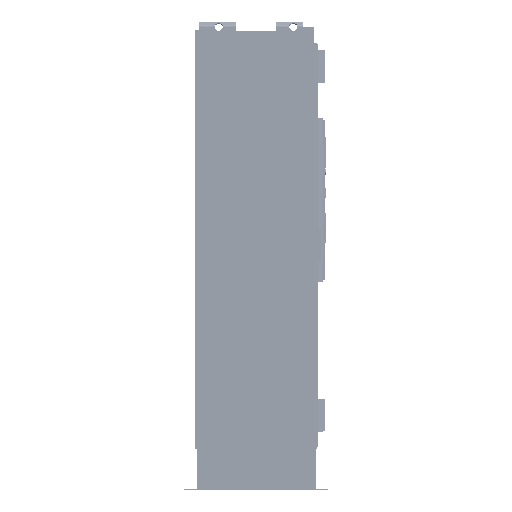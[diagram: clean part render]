
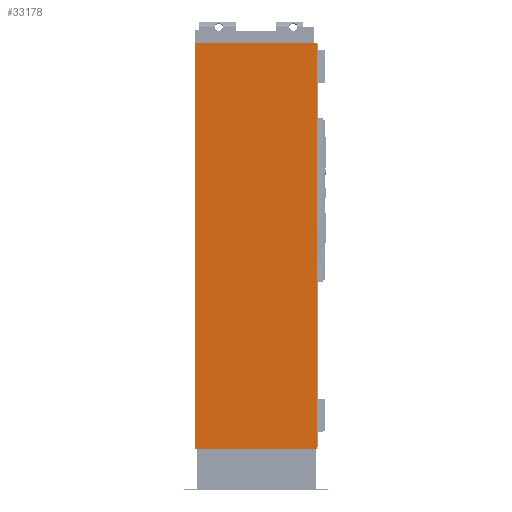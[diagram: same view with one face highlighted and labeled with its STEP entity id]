
A CAD part, left-side view. The second image highlights one B-rep face of the part: STEP entity #33178.
In plain terms, the highlighted planar face has unit normal (-1, 0, 0).
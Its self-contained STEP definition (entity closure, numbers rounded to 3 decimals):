
#33178=ADVANCED_FACE('',(#41627),#37414,.T.);
#37414=PLANE('',#125071);
#41627=FACE_OUTER_BOUND('',#48080,.T.);
#48080=EDGE_LOOP('',(#71308,#71309,#71310,#71311));
#71308=ORIENTED_EDGE('',*,*,#95295,.F.);
#71309=ORIENTED_EDGE('',*,*,#95296,.T.);
#71310=ORIENTED_EDGE('',*,*,#95297,.F.);
#71311=ORIENTED_EDGE('',*,*,#95298,.F.);
#82875=VERTEX_POINT('',#182795);
#82876=VERTEX_POINT('',#182797);
#82877=VERTEX_POINT('',#182801);
#82878=VERTEX_POINT('',#182803);
#95295=EDGE_CURVE('',#82876,#82875,#106687,.T.);
#95296=EDGE_CURVE('',#82876,#82877,#106688,.T.);
#95297=EDGE_CURVE('',#82878,#82877,#106689,.T.);
#95298=EDGE_CURVE('',#82875,#82878,#106690,.T.);
#106687=LINE('',#182798,#118083);
#106688=LINE('',#182800,#118084);
#106689=LINE('',#182802,#118085);
#106690=LINE('',#182804,#118086);
#118083=VECTOR('',#146581,1.);
#118084=VECTOR('',#146584,1.);
#118085=VECTOR('',#146585,1.);
#118086=VECTOR('',#146586,1.);
#125071=AXIS2_PLACEMENT_3D('',#182805,#146587,#146588);
#146581=DIRECTION('',(0.,-1.,0.));
#146584=DIRECTION('',(0.,0.,-1.));
#146585=DIRECTION('',(0.,1.,0.));
#146586=DIRECTION('',(0.,0.,-1.));
#146587=DIRECTION('',(-1.,0.,0.));
#146588=DIRECTION('',(0.,0.,1.));
#182795=CARTESIAN_POINT('',(-1950.,0.,1899.5));
#182797=CARTESIAN_POINT('',(-1950.,600.,1899.5));
#182798=CARTESIAN_POINT('',(-1950.,600.,1899.5));
#182800=CARTESIAN_POINT('',(-1950.,600.,0.));
#182801=CARTESIAN_POINT('',(-1950.,600.,-100.));
#182802=CARTESIAN_POINT('',(-1950.,600.,-100.));
#182803=CARTESIAN_POINT('',(-1950.,0.,-100.));
#182804=CARTESIAN_POINT('',(-1950.,0.,0.));
#182805=CARTESIAN_POINT('',(-1950.,600.,1900.));
